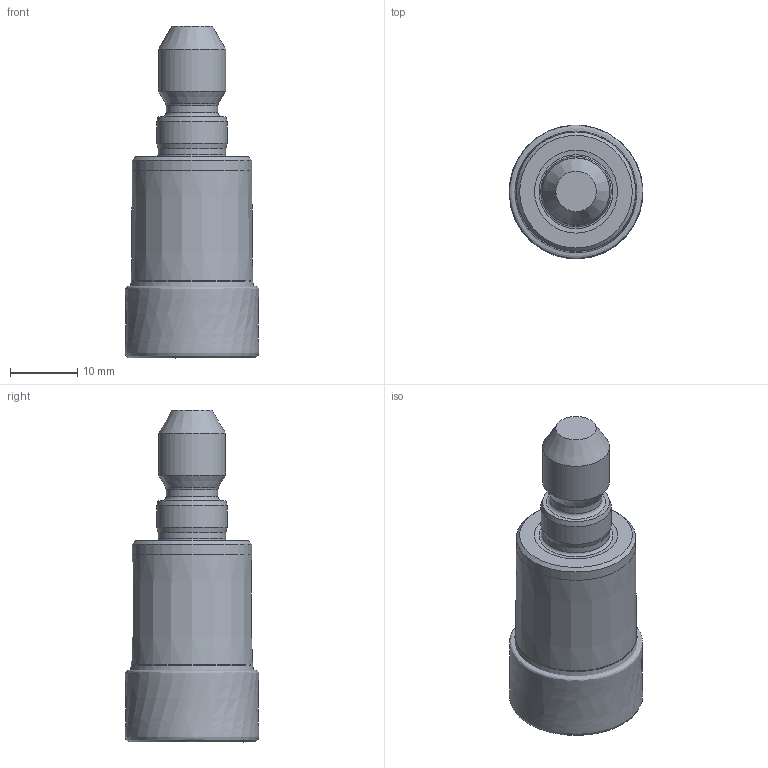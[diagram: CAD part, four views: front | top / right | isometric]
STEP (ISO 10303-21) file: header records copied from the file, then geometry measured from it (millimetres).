
FILE_DESCRIPTION(/* description */ (''),/* implementation_level */ '2;1');
FILE_NAME(/* name */ 'toolassembly_1.stp',/* time_stamp */ '2019-06-27T10:55:54+02:00',/* author */ (''),/* organization */ ('SMS'),/* preprocessor_version */ 'ST-DEVELOPER v16.7',/* originating_system */ 'SIEMENS PLM Software NX 12.0',/* authorisation */ '');
FILE_SCHEMA (('AUTOMOTIVE_DESIGN { 1 0 10303 214 3 1 1 1 }'));
Length unit declared in the file: millimetre
Products named in the file (4): CUT_20190627105506; NOCUT_20190627105437; ASSEMBLY_CONSTRUCTION; TOOLASSEMBLY_1
Assembly tree (3 placements, depth 2):
  TOOLASSEMBLY_1
    ASSEMBLY_CONSTRUCTION
    NOCUT_20190627105437
    CUT_20190627105506
Bounding box: 19.95 x 19.95 x 49.5 mm (x, y, z)
Volume: 11916.2 mm3; surface area: 4163.6 mm2
Topology: 2 solids, 2 shells, 30 faces, 57 edges, 39 vertices
Faces by surface type: cone 11, torus 8, plane 5, cylinder 5, bspline 1
Full cylindrical faces by diameter (mm): 7.7 x1, 10 x1, 10.1 x1, 10.5 x1, 17.8 x1
Entity records: 6283 total; most frequent: CARTESIAN_POINT 5599, DIRECTION 136, AXIS2_PLACEMENT_3D 68, EDGE_LOOP 56, ORIENTED_EDGE 56, FACE_BOUND 55, ADVANCED_FACE 30, VERTEX_POINT 29
